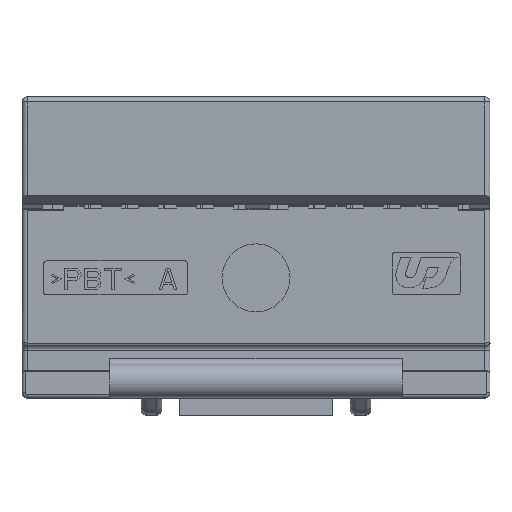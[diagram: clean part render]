
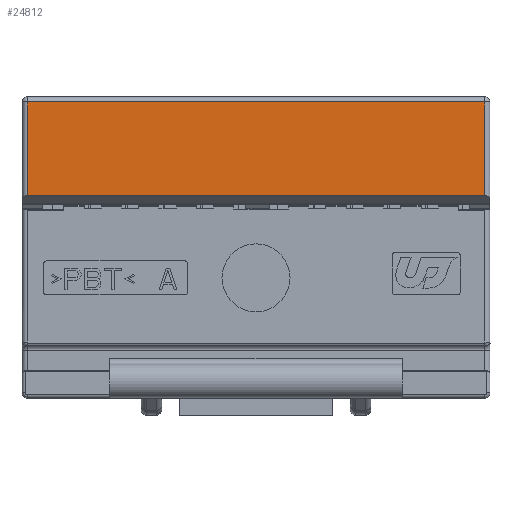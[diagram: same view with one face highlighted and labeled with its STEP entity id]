
A CAD part, front view. The second image highlights one B-rep face of the part: STEP entity #24812.
In plain terms, the highlighted planar face has unit normal (0, -1, 0).
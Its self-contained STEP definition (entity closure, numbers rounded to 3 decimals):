
#6892=DIRECTION('',(0.,0.,-1.));
#6893=VECTOR('',#6892,5.5);
#6894=CARTESIAN_POINT('',(13.45,-2.2,-0.3));
#6895=LINE('',#6894,#6893);
#6896=DIRECTION('',(1.,0.,0.));
#6897=VECTOR('',#6896,26.9);
#6898=CARTESIAN_POINT('',(-13.45,-2.2,-5.8));
#6899=LINE('',#6898,#6897);
#6900=DIRECTION('',(0.,0.,-1.));
#6901=VECTOR('',#6900,5.5);
#6902=CARTESIAN_POINT('',(-13.45,-2.2,-0.3));
#6903=LINE('',#6902,#6901);
#6904=DIRECTION('',(1.,0.,0.));
#6905=VECTOR('',#6904,26.9);
#6906=CARTESIAN_POINT('',(-13.45,-2.2,-0.3));
#6907=LINE('',#6906,#6905);
#6912=CARTESIAN_POINT('',(-13.45,-2.2,-5.8));
#6922=CARTESIAN_POINT('',(13.45,-2.2,-5.8));
#12204=CARTESIAN_POINT('',(-13.45,-2.2,-0.3));
#12205=CARTESIAN_POINT('',(13.45,-2.2,-0.3));
#12206=VERTEX_POINT('',#12204);
#12207=VERTEX_POINT('',#12205);
#12520=VERTEX_POINT('',#6922);
#12521=VERTEX_POINT('',#6912);
#24798=CARTESIAN_POINT('',(-13.75,-2.2,0.));
#24799=DIRECTION('',(0.,-1.,0.));
#24800=DIRECTION('',(1.,0.,0.));
#24801=AXIS2_PLACEMENT_3D('',#24798,#24799,#24800);
#24802=PLANE('',#24801);
#24804=ORIENTED_EDGE('',*,*,#24803,.T.);
#24806=ORIENTED_EDGE('',*,*,#24805,.F.);
#24808=ORIENTED_EDGE('',*,*,#24807,.F.);
#24809=ORIENTED_EDGE('',*,*,#24791,.T.);
#24810=EDGE_LOOP('',(#24804,#24806,#24808,#24809));
#24811=FACE_OUTER_BOUND('',#24810,.F.);
#24812=ADVANCED_FACE('',(#24811),#24802,.T.);
#24791=EDGE_CURVE('',#12206,#12207,#6907,.T.);
#24803=EDGE_CURVE('',#12207,#12520,#6895,.T.);
#24805=EDGE_CURVE('',#12521,#12520,#6899,.T.);
#24807=EDGE_CURVE('',#12206,#12521,#6903,.T.);
